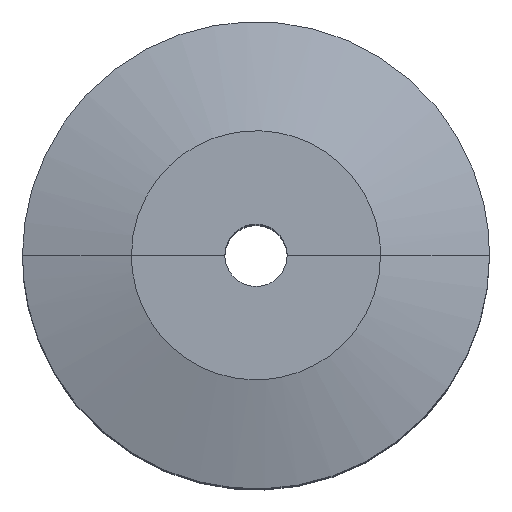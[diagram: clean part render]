
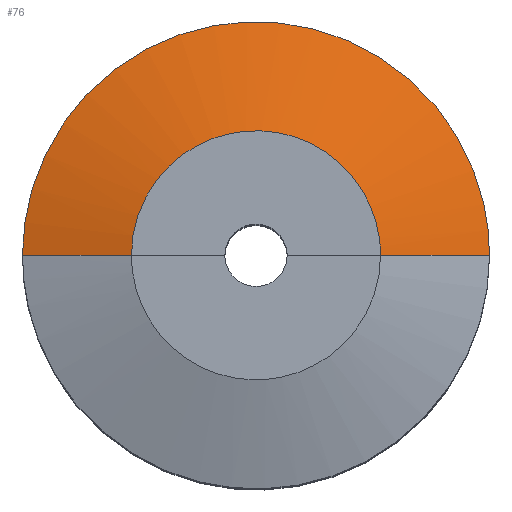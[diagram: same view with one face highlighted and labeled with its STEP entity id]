
A CAD part, top view. The second image highlights one B-rep face of the part: STEP entity #76.
In plain terms, the highlighted free-form (B-spline) face has degree [2, 1] with [5, 2] control points.
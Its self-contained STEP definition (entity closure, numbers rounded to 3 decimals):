
#76=ADVANCED_FACE('',(#300),#2764,.T.);
#300=FACE_OUTER_BOUND('',#524,.T.);
#524=EDGE_LOOP('',(#922,#923,#924,#925));
#922=ORIENTED_EDGE('',*,*,#1702,.T.);
#923=ORIENTED_EDGE('',*,*,#1642,.T.);
#924=ORIENTED_EDGE('',*,*,#1704,.F.);
#925=ORIENTED_EDGE('',*,*,#1703,.F.);
#1642=EDGE_CURVE('',#2537,#2536,#2089,.T.);
#1702=EDGE_CURVE('',#2540,#2537,#2316,.T.);
#1703=EDGE_CURVE('',#2540,#2541,#2092,.T.);
#1704=EDGE_CURVE('',#2541,#2536,#2317,.T.);
#2089=B_SPLINE_CURVE_WITH_KNOTS('',1,(#4303,#4304),.UNSPECIFIED.,.F.,.F.,
(2,2),(7.148,14.296),.UNSPECIFIED.);
#2092=B_SPLINE_CURVE_WITH_KNOTS('',1,(#4599,#4600),.UNSPECIFIED.,.F.,.F.,
(2,2),(7.148,14.296),.UNSPECIFIED.);
#2316=(
BOUNDED_CURVE()
B_SPLINE_CURVE(2,(#4594,#4595,#4596,#4597,#4598),.UNSPECIFIED.,.F.,.F.)
B_SPLINE_CURVE_WITH_KNOTS((3,2,3),(47.124,70.686,94.248),
 .UNSPECIFIED.)
CURVE()
GEOMETRIC_REPRESENTATION_ITEM()
RATIONAL_B_SPLINE_CURVE((1.,0.707,1.,0.707,1.))
REPRESENTATION_ITEM('')
);
#2317=(
BOUNDED_CURVE()
B_SPLINE_CURVE(2,(#4601,#4602,#4603,#4604,#4605),.UNSPECIFIED.,.F.,.F.)
B_SPLINE_CURVE_WITH_KNOTS((3,2,3),(47.124,70.686,94.248),
 .UNSPECIFIED.)
CURVE()
GEOMETRIC_REPRESENTATION_ITEM()
RATIONAL_B_SPLINE_CURVE((1.,0.707,1.,0.707,1.))
REPRESENTATION_ITEM('')
);
#2536=VERTEX_POINT('',#4130);
#2537=VERTEX_POINT('',#4131);
#2540=VERTEX_POINT('',#4134);
#2541=VERTEX_POINT('',#4135);
#2764=(
BOUNDED_SURFACE()
B_SPLINE_SURFACE(2,1,((#3536,#3537),(#3538,#3539),(#3540,#3541),(#3542,
#3543),(#3544,#3545)),.UNSPECIFIED.,.F.,.F.,.F.)
B_SPLINE_SURFACE_WITH_KNOTS((3,2,3),(2,2),(47.124,70.686,
94.248),(7.148,14.296),.UNSPECIFIED.)
GEOMETRIC_REPRESENTATION_ITEM()
RATIONAL_B_SPLINE_SURFACE(((1.,1.),(0.707,0.707),
(1.,1.),(0.707,0.707),(1.,1.)))
REPRESENTATION_ITEM('')
SURFACE()
);
#3536=CARTESIAN_POINT('',(-8.,0.,58.));
#3537=CARTESIAN_POINT('',(-15.,0.,56.));
#3538=CARTESIAN_POINT('',(-8.,8.,58.));
#3539=CARTESIAN_POINT('',(-15.,15.,56.));
#3540=CARTESIAN_POINT('',(0.,8.,58.));
#3541=CARTESIAN_POINT('',(0.,15.,56.));
#3542=CARTESIAN_POINT('',(8.,8.,58.));
#3543=CARTESIAN_POINT('',(15.,15.,56.));
#3544=CARTESIAN_POINT('',(8.,0.,58.));
#3545=CARTESIAN_POINT('',(15.,0.,56.));
#4130=CARTESIAN_POINT('',(15.,0.,56.));
#4131=CARTESIAN_POINT('',(8.,0.,58.));
#4134=CARTESIAN_POINT('',(-8.,0.,58.));
#4135=CARTESIAN_POINT('',(-15.,0.,56.));
#4303=CARTESIAN_POINT('',(8.,0.,58.));
#4304=CARTESIAN_POINT('',(15.,0.,56.));
#4594=CARTESIAN_POINT('',(-8.,0.,58.));
#4595=CARTESIAN_POINT('',(-8.,8.,58.));
#4596=CARTESIAN_POINT('',(0.,8.,58.));
#4597=CARTESIAN_POINT('',(8.,8.,58.));
#4598=CARTESIAN_POINT('',(8.,0.,58.));
#4599=CARTESIAN_POINT('',(-8.,0.,58.));
#4600=CARTESIAN_POINT('',(-15.,0.,56.));
#4601=CARTESIAN_POINT('',(-15.,0.,56.));
#4602=CARTESIAN_POINT('',(-15.,15.,56.));
#4603=CARTESIAN_POINT('',(0.,15.,56.));
#4604=CARTESIAN_POINT('',(15.,15.,56.));
#4605=CARTESIAN_POINT('',(15.,0.,56.));
